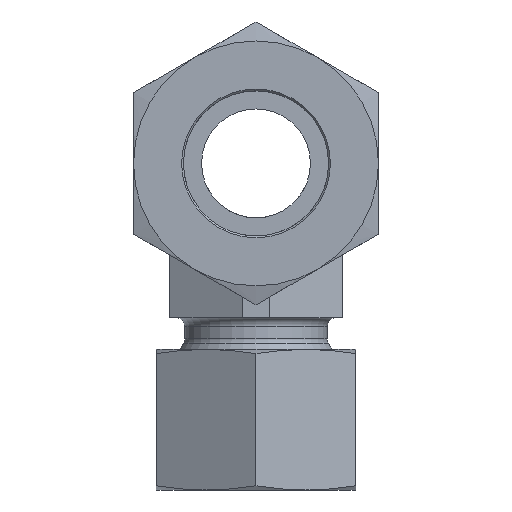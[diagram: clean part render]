
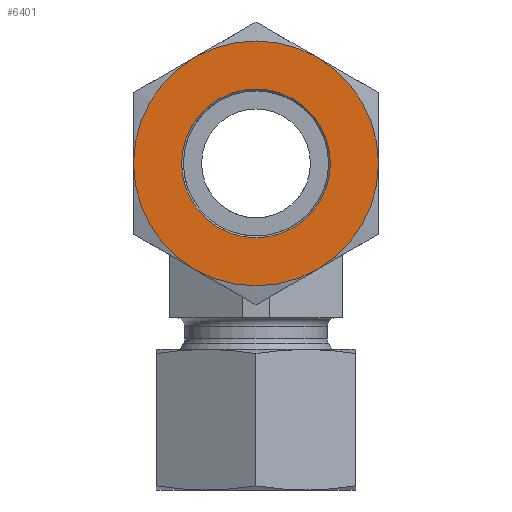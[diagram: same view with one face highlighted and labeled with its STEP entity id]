
A CAD part, front view. The second image highlights one B-rep face of the part: STEP entity #6401.
In plain terms, the highlighted face is planar.
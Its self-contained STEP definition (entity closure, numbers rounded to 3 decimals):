
#6162=CARTESIAN_POINT('',(13.5,0.,18.0));
#6163=VERTEX_POINT('',#6162);
#6216=CARTESIAN_POINT('',(6.75,11.691,18.0));
#6217=VERTEX_POINT('',#6216);
#6263=CARTESIAN_POINT('',(-6.75,11.691,18.0));
#6264=VERTEX_POINT('',#6263);
#6311=CARTESIAN_POINT('',(8.2,0.,18.0));
#6312=VERTEX_POINT('',#6311);
#6313=CARTESIAN_POINT('',(0.0,0.0,18.0));
#6314=DIRECTION('',(0.0,0.0,1.0));
#6315=DIRECTION('',(-1.0,0.0,0.0));
#6316=AXIS2_PLACEMENT_3D('',#6313,#6314,#6315);
#6317=CIRCLE('',#6316,8.2);
#6318=EDGE_CURVE('',#6312,#6312,#6317,.T.);
#6343=CARTESIAN_POINT('',(0.,0.0,18.0));
#6344=DIRECTION('',(0.0,0.0,1.0));
#6345=DIRECTION('',(1.0,0.0,0.0));
#6346=AXIS2_PLACEMENT_3D('',#6343,#6344,#6345);
#6347=PLANE('',#6346);
#6348=CARTESIAN_POINT('',(-6.75,-11.691,18.0));
#6349=VERTEX_POINT('',#6348);
#6350=CARTESIAN_POINT('',(6.75,-11.691,18.0));
#6351=VERTEX_POINT('',#6350);
#6352=CARTESIAN_POINT('',(0.0,0.0,18.0));
#6353=DIRECTION('',(0.0,0.0,1.0));
#6354=DIRECTION('',(-0.5,-0.866,0.0));
#6355=AXIS2_PLACEMENT_3D('',#6352,#6353,#6354);
#6356=CIRCLE('',#6355,13.5);
#6357=EDGE_CURVE('',#6349,#6351,#6356,.T.);
#6358=ORIENTED_EDGE('',*,*,#6357,.T.);
#6359=CARTESIAN_POINT('',(0.0,0.0,18.0));
#6360=DIRECTION('',(0.0,0.0,1.0));
#6361=DIRECTION('',(-0.5,-0.866,0.0));
#6362=AXIS2_PLACEMENT_3D('',#6359,#6360,#6361);
#6363=CIRCLE('',#6362,13.5);
#6364=EDGE_CURVE('',#6351,#6163,#6363,.T.);
#6365=ORIENTED_EDGE('',*,*,#6364,.T.);
#6366=CARTESIAN_POINT('',(0.0,0.0,18.0));
#6367=DIRECTION('',(0.0,0.0,1.0));
#6368=DIRECTION('',(-0.5,-0.866,0.0));
#6369=AXIS2_PLACEMENT_3D('',#6366,#6367,#6368);
#6370=CIRCLE('',#6369,13.5);
#6371=EDGE_CURVE('',#6163,#6217,#6370,.T.);
#6372=ORIENTED_EDGE('',*,*,#6371,.T.);
#6373=CARTESIAN_POINT('',(0.0,0.0,18.0));
#6374=DIRECTION('',(0.0,0.0,1.0));
#6375=DIRECTION('',(-0.5,-0.866,0.0));
#6376=AXIS2_PLACEMENT_3D('',#6373,#6374,#6375);
#6377=CIRCLE('',#6376,13.5);
#6378=EDGE_CURVE('',#6217,#6264,#6377,.T.);
#6379=ORIENTED_EDGE('',*,*,#6378,.T.);
#6380=CARTESIAN_POINT('',(-13.5,0.0,18.0));
#6381=VERTEX_POINT('',#6380);
#6382=CARTESIAN_POINT('',(0.0,0.0,18.0));
#6383=DIRECTION('',(0.0,0.0,1.0));
#6384=DIRECTION('',(-0.5,-0.866,0.0));
#6385=AXIS2_PLACEMENT_3D('',#6382,#6383,#6384);
#6386=CIRCLE('',#6385,13.5);
#6387=EDGE_CURVE('',#6264,#6381,#6386,.T.);
#6388=ORIENTED_EDGE('',*,*,#6387,.T.);
#6389=CARTESIAN_POINT('',(0.0,0.0,18.0));
#6390=DIRECTION('',(0.0,0.0,1.0));
#6391=DIRECTION('',(-0.5,-0.866,0.0));
#6392=AXIS2_PLACEMENT_3D('',#6389,#6390,#6391);
#6393=CIRCLE('',#6392,13.5);
#6394=EDGE_CURVE('',#6381,#6349,#6393,.T.);
#6395=ORIENTED_EDGE('',*,*,#6394,.T.);
#6396=EDGE_LOOP('',(#6358,#6365,#6372,#6379,#6388,#6395));
#6397=FACE_OUTER_BOUND('',#6396,.T.);
#6398=ORIENTED_EDGE('',*,*,#6318,.F.);
#6399=EDGE_LOOP('',(#6398));
#6400=FACE_BOUND('',#6399,.T.);
#6401=ADVANCED_FACE('',(#6397,#6400),#6347,.T.);
